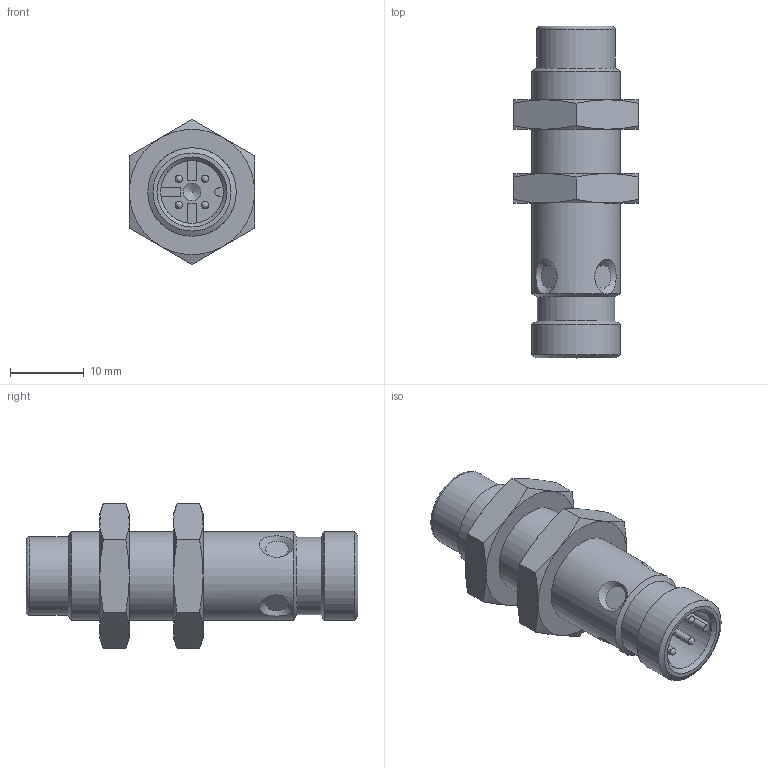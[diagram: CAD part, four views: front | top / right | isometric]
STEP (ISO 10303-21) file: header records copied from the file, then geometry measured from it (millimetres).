
FILE_DESCRIPTION (( 'STEP AP214' ), '1' );
FILE_NAME ('PAM-AN-2H.STEP', '2023-10-10T18:50:19', ( '' ), ( '' ), 'SwSTEP 2.0', 'SolidWorks 2023', '' );
FILE_SCHEMA (( 'AUTOMOTIVE_DESIGN' ));
Length unit declared in the file: inch
Products named in the file (1): PAM-AN-2H
Bounding box: 17 x 45 x 19.63 mm (x, y, z)
Volume: 5418.2 mm3; surface area: 3543.8 mm2
Topology: 3 solids, 3 shells, 95 faces, 238 edges, 147 vertices
Faces by surface type: plane 40, cone 34, cylinder 14, bspline 7
Full cylindrical faces by diameter (mm): 1 x4, 2.4 x1, 8.5 x1, 10.55 x1, 10.7 x1, 12 x4
Entity records: 3148 total; most frequent: CARTESIAN_POINT 1169, ORIENTED_EDGE 380, DIRECTION 374, EDGE_CURVE 190, AXIS2_PLACEMENT_3D 160, VERTEX_POINT 130, EDGE_LOOP 128, FACE_OUTER_BOUND 108
